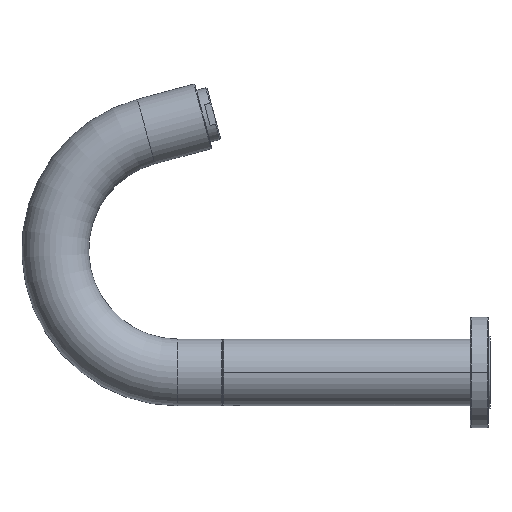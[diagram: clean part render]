
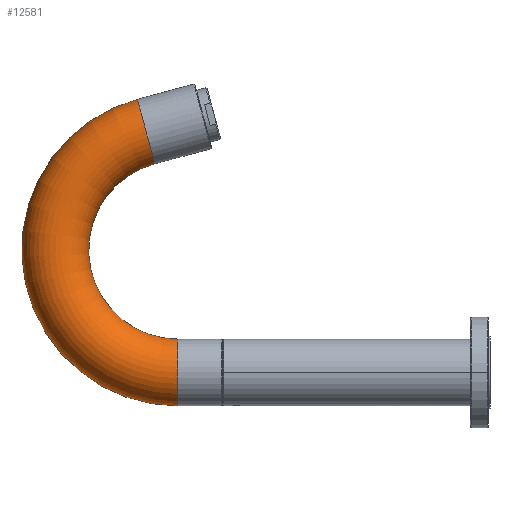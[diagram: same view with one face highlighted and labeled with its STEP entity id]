
A CAD part, left-side view. The second image highlights one B-rep face of the part: STEP entity #12581.
In plain terms, the highlighted toroidal (fillet/blend) face has major radius 55 mm and minor radius 15 mm.
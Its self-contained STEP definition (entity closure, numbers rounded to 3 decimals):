
#12307=CARTESIAN_POINT('',(0.,140.1,55.));
#12308=DIRECTION('',(1.,0.,0.));
#12309=DIRECTION('',(0.,0.,-1.));
#12310=AXIS2_PLACEMENT_3D('',#12307,#12308,#12309);
#12312=CARTESIAN_POINT('',(0.,140.1,0.));
#12313=DIRECTION('',(0.,1.,0.));
#12314=DIRECTION('',(0.,0.,-1.));
#12315=AXIS2_PLACEMENT_3D('',#12312,#12313,#12314);
#12317=CARTESIAN_POINT('',(0.,140.1,55.));
#12318=DIRECTION('',(1.,0.,0.));
#12319=DIRECTION('',(0.,0.,-1.));
#12320=AXIS2_PLACEMENT_3D('',#12317,#12318,#12319);
#12322=CARTESIAN_POINT('',(0.,154.335,
108.126));
#12323=DIRECTION('',(0.,-0.966,0.259));
#12324=DIRECTION('',(0.,0.259,0.966));
#12325=AXIS2_PLACEMENT_3D('',#12322,#12323,#12324);
#12452=CARTESIAN_POINT('',(0.,140.1,-15.));
#12453=CARTESIAN_POINT('',(0.,140.1,15.));
#12454=VERTEX_POINT('',#12452);
#12455=VERTEX_POINT('',#12453);
#12460=CARTESIAN_POINT('',(0.,158.217,
122.615));
#12461=CARTESIAN_POINT('',(0.,150.453,
93.637));
#12462=VERTEX_POINT('',#12460);
#12463=VERTEX_POINT('',#12461);
#12569=CARTESIAN_POINT('',(0.,140.1,55.));
#12570=DIRECTION('',(1.,0.,0.));
#12571=DIRECTION('',(0.,0.,1.));
#12572=AXIS2_PLACEMENT_3D('',#12569,#12570,#12571);
#12573=TOROIDAL_SURFACE('',#12572,55.,15.);
#12574=ORIENTED_EDGE('',*,*,#12505,.F.);
#12575=ORIENTED_EDGE('',*,*,#12564,.T.);
#12577=ORIENTED_EDGE('',*,*,#12576,.T.);
#12578=ORIENTED_EDGE('',*,*,#12560,.F.);
#12579=EDGE_LOOP('',(#12574,#12575,#12577,#12578));
#12580=FACE_OUTER_BOUND('',#12579,.F.);
#12581=ADVANCED_FACE('',(#12580),#12573,.T.);
#12311=CIRCLE('',#12310,40.);
#12316=CIRCLE('',#12315,15.);
#12321=CIRCLE('',#12320,70.);
#12326=CIRCLE('',#12325,15.);
#12505=EDGE_CURVE('',#12454,#12455,#12316,.T.);
#12560=EDGE_CURVE('',#12455,#12463,#12311,.T.);
#12564=EDGE_CURVE('',#12454,#12462,#12321,.T.);
#12576=EDGE_CURVE('',#12462,#12463,#12326,.T.);
